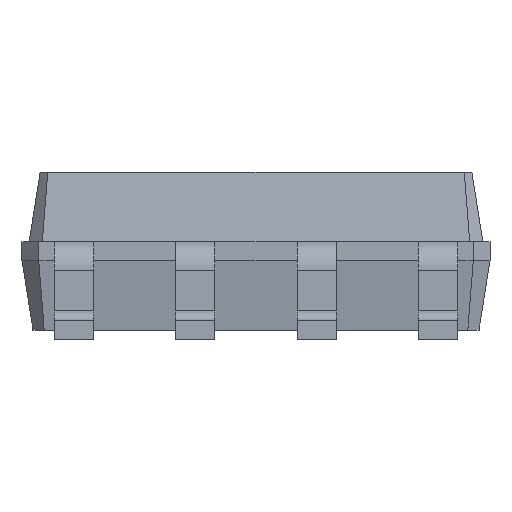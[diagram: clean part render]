
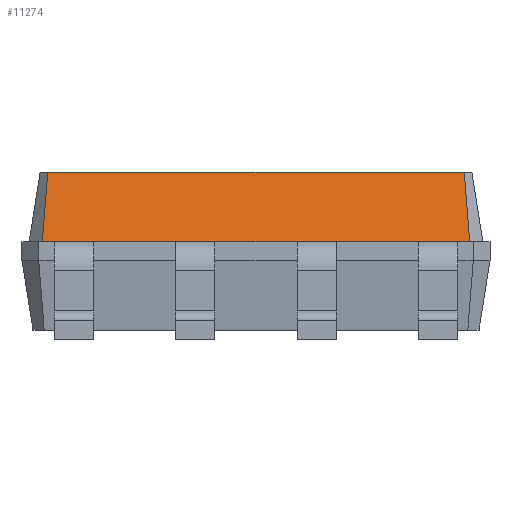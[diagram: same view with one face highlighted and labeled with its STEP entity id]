
A CAD part, left-side view. The second image highlights one B-rep face of the part: STEP entity #11274.
In plain terms, the highlighted planar face has unit normal (-0.988, 0, 0.156).
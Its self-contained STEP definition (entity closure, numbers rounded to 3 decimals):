
#516=PLANE('',#11647);
#1106=FACE_OUTER_BOUND('',#1744,.T.);
#1744=EDGE_LOOP('',(#9976,#9977,#9978,#9979,#9980,#9981,#9982,#9983,#9984,
#9985,#9986,#9987));
#2211=LINE('',#18791,#3208);
#2588=LINE('',#21353,#3585);
#2593=LINE('',#21363,#3590);
#2598=LINE('',#21373,#3595);
#2603=LINE('',#21383,#3600);
#2610=LINE('',#21397,#3607);
#2617=LINE('',#21414,#3614);
#2624=LINE('',#21431,#3621);
#2631=LINE('',#21448,#3628);
#2639=LINE('',#21468,#3636);
#2649=LINE('',#21486,#3646);
#2650=LINE('',#21488,#3647);
#3208=VECTOR('',#12286,1.);
#3585=VECTOR('',#12965,1.);
#3590=VECTOR('',#12972,1.);
#3595=VECTOR('',#12979,1.);
#3600=VECTOR('',#12986,1.);
#3607=VECTOR('',#12997,1.);
#3614=VECTOR('',#13016,1.);
#3621=VECTOR('',#13035,1.);
#3628=VECTOR('',#13054,1.);
#3636=VECTOR('',#13074,1.);
#3646=VECTOR('',#13092,10.);
#3647=VECTOR('',#13095,10.);
#4957=VERTEX_POINT('',#18788);
#4958=VERTEX_POINT('',#18790);
#5344=VERTEX_POINT('',#21350);
#5345=VERTEX_POINT('',#21352);
#5348=VERTEX_POINT('',#21360);
#5349=VERTEX_POINT('',#21362);
#5352=VERTEX_POINT('',#21370);
#5353=VERTEX_POINT('',#21372);
#5356=VERTEX_POINT('',#21380);
#5357=VERTEX_POINT('',#21382);
#5361=VERTEX_POINT('',#21391);
#5380=VERTEX_POINT('',#21466);
#6307=EDGE_CURVE('',#4958,#4957,#2211,.T.);
#6875=EDGE_CURVE('',#5344,#5345,#2588,.T.);
#6880=EDGE_CURVE('',#5348,#5349,#2593,.T.);
#6885=EDGE_CURVE('',#5352,#5353,#2598,.T.);
#6890=EDGE_CURVE('',#5356,#5357,#2603,.T.);
#6897=EDGE_CURVE('',#5357,#5361,#2610,.T.);
#6906=EDGE_CURVE('',#5353,#5356,#2617,.T.);
#6915=EDGE_CURVE('',#5349,#5352,#2624,.T.);
#6924=EDGE_CURVE('',#5345,#5348,#2631,.T.);
#6934=EDGE_CURVE('',#5380,#5344,#2639,.T.);
#6944=EDGE_CURVE('',#5380,#4958,#2649,.T.);
#6945=EDGE_CURVE('',#5361,#4957,#2650,.T.);
#9976=ORIENTED_EDGE('',*,*,#6934,.F.);
#9977=ORIENTED_EDGE('',*,*,#6944,.T.);
#9978=ORIENTED_EDGE('',*,*,#6307,.T.);
#9979=ORIENTED_EDGE('',*,*,#6945,.F.);
#9980=ORIENTED_EDGE('',*,*,#6897,.F.);
#9981=ORIENTED_EDGE('',*,*,#6890,.F.);
#9982=ORIENTED_EDGE('',*,*,#6906,.F.);
#9983=ORIENTED_EDGE('',*,*,#6885,.F.);
#9984=ORIENTED_EDGE('',*,*,#6915,.F.);
#9985=ORIENTED_EDGE('',*,*,#6880,.F.);
#9986=ORIENTED_EDGE('',*,*,#6924,.F.);
#9987=ORIENTED_EDGE('',*,*,#6875,.F.);
#11274=ADVANCED_FACE('',(#1106),#516,.F.);
#11647=AXIS2_PLACEMENT_3D('',#21487,#13093,#13094);
#12286=DIRECTION('',(0.,1.,0.));
#12965=DIRECTION('',(0.,1.,0.));
#12972=DIRECTION('',(0.,1.,0.));
#12979=DIRECTION('',(0.,1.,0.));
#12986=DIRECTION('',(0.,1.,0.));
#12997=DIRECTION('',(0.,1.,0.));
#13016=DIRECTION('',(0.,1.,0.));
#13035=DIRECTION('',(0.,1.,0.));
#13054=DIRECTION('',(0.,1.,0.));
#13074=DIRECTION('',(0.,1.,0.));
#13092=DIRECTION('',(0.156,0.078,0.985));
#13093=DIRECTION('center_axis',(0.988,0.,-0.156));
#13094=DIRECTION('ref_axis',(-0.156,0.,-0.988));
#13095=DIRECTION('',(0.156,-0.078,0.985));
#18788=CARTESIAN_POINT('',(-1.76,2.18,1.75));
#18790=CARTESIAN_POINT('',(-1.76,-2.18,1.75));
#18791=CARTESIAN_POINT('',(-1.76,-2.18,1.75));
#21350=CARTESIAN_POINT('',(-1.875,-2.11,1.025));
#21352=CARTESIAN_POINT('',(-1.875,-1.7,1.025));
#21353=CARTESIAN_POINT('',(-1.875,-2.238,1.025));
#21360=CARTESIAN_POINT('',(-1.875,-0.84,1.025));
#21362=CARTESIAN_POINT('',(-1.875,-0.43,1.025));
#21363=CARTESIAN_POINT('',(-1.875,-2.238,1.025));
#21370=CARTESIAN_POINT('',(-1.875,0.43,1.025));
#21372=CARTESIAN_POINT('',(-1.875,0.84,1.025));
#21373=CARTESIAN_POINT('',(-1.875,-2.238,1.025));
#21380=CARTESIAN_POINT('',(-1.875,1.7,1.025));
#21382=CARTESIAN_POINT('',(-1.875,2.11,1.025));
#21383=CARTESIAN_POINT('',(-1.875,-2.238,1.025));
#21391=CARTESIAN_POINT('',(-1.875,2.238,1.025));
#21397=CARTESIAN_POINT('',(-1.875,-2.238,1.025));
#21414=CARTESIAN_POINT('',(-1.875,-2.238,1.025));
#21431=CARTESIAN_POINT('',(-1.875,-2.238,1.025));
#21448=CARTESIAN_POINT('',(-1.875,-2.238,1.025));
#21466=CARTESIAN_POINT('',(-1.875,-2.238,1.025));
#21468=CARTESIAN_POINT('',(-1.875,-2.238,1.025));
#21486=CARTESIAN_POINT('',(-1.875,-2.238,1.025));
#21487=CARTESIAN_POINT('Origin',(-1.875,0.,1.025));
#21488=CARTESIAN_POINT('',(-1.875,2.238,1.025));
